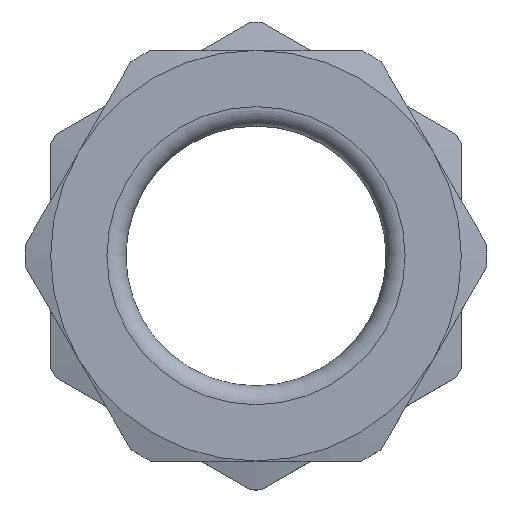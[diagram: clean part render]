
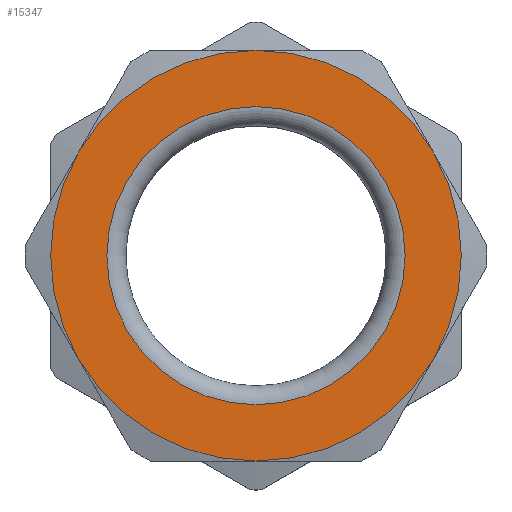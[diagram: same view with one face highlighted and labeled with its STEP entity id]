
A CAD part, top view. The second image highlights one B-rep face of the part: STEP entity #15347.
In plain terms, the highlighted planar face has unit normal (0, 0, 1).
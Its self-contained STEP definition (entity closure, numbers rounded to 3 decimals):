
#14482=CARTESIAN_POINT('',(-28.146,-16.25,50.));
#14483=VERTEX_POINT('',#14482);
#14530=CARTESIAN_POINT('',(-28.146,16.25,50.));
#14531=VERTEX_POINT('',#14530);
#14578=CARTESIAN_POINT('',(0.,32.5,50.));
#14579=VERTEX_POINT('',#14578);
#14629=CARTESIAN_POINT('',(28.146,16.25,50.));
#14630=VERTEX_POINT('',#14629);
#14677=CARTESIAN_POINT('',(28.146,-16.25,50.));
#14678=VERTEX_POINT('',#14677);
#14725=CARTESIAN_POINT('',(-0.,-32.5,50.));
#14726=VERTEX_POINT('',#14725);
#14766=CARTESIAN_POINT('',(0.,-0.,50.));
#14767=DIRECTION('',(-0.,0.,-1.));
#14768=DIRECTION('',(0.,1.,-0.));
#14769=AXIS2_PLACEMENT_3D('',#14766,#14767,#14768);
#14770=CIRCLE('',#14769,32.5);
#14771=EDGE_CURVE('',#14726,#14483,#14770,.T.);
#14790=CARTESIAN_POINT('',(0.,-0.,50.));
#14791=DIRECTION('',(-0.,0.,-1.));
#14792=DIRECTION('',(0.,1.,-0.));
#14793=AXIS2_PLACEMENT_3D('',#14790,#14791,#14792);
#14794=CIRCLE('',#14793,32.5);
#14795=EDGE_CURVE('',#14678,#14726,#14794,.T.);
#14814=CARTESIAN_POINT('',(0.,-0.,50.));
#14815=DIRECTION('',(-0.,0.,-1.));
#14816=DIRECTION('',(0.,1.,-0.));
#14817=AXIS2_PLACEMENT_3D('',#14814,#14815,#14816);
#14818=CIRCLE('',#14817,32.5);
#14819=EDGE_CURVE('',#14630,#14678,#14818,.T.);
#14838=CARTESIAN_POINT('',(0.,-0.,50.));
#14839=DIRECTION('',(-0.,0.,-1.));
#14840=DIRECTION('',(0.,1.,-0.));
#14841=AXIS2_PLACEMENT_3D('',#14838,#14839,#14840);
#14842=CIRCLE('',#14841,32.5);
#14843=EDGE_CURVE('',#14579,#14630,#14842,.T.);
#14862=CARTESIAN_POINT('',(0.,-0.,50.));
#14863=DIRECTION('',(-0.,0.,-1.));
#14864=DIRECTION('',(0.,1.,-0.));
#14865=AXIS2_PLACEMENT_3D('',#14862,#14863,#14864);
#14866=CIRCLE('',#14865,32.5);
#14867=EDGE_CURVE('',#14531,#14579,#14866,.T.);
#14886=CARTESIAN_POINT('',(0.,-0.,50.));
#14887=DIRECTION('',(-0.,0.,-1.));
#14888=DIRECTION('',(0.,1.,-0.));
#14889=AXIS2_PLACEMENT_3D('',#14886,#14887,#14888);
#14890=CIRCLE('',#14889,32.5);
#14891=EDGE_CURVE('',#14483,#14531,#14890,.T.);
#15323=CARTESIAN_POINT('',(0.,-0.,50.));
#15324=DIRECTION('',(0.,0.,1.));
#15325=DIRECTION('',(-0.,-1.,0.));
#15326=AXIS2_PLACEMENT_3D('',#15323,#15324,#15325);
#15327=PLANE('',#15326);
#15328=CARTESIAN_POINT('',(-0.,-23.6,50.));
#15329=VERTEX_POINT('',#15328);
#15330=CARTESIAN_POINT('',(0.,-0.,50.));
#15331=DIRECTION('',(-0.,-0.,-1.));
#15332=DIRECTION('',(-0.,-1.,0.));
#15333=AXIS2_PLACEMENT_3D('',#15330,#15331,#15332);
#15334=CIRCLE('',#15333,23.6);
#15335=EDGE_CURVE('',#15329,#15329,#15334,.T.);
#15336=ORIENTED_EDGE('',*,*,#15335,.T.);
#15337=EDGE_LOOP('',(#15336));
#15338=FACE_BOUND('',#15337,.T.);
#15339=ORIENTED_EDGE('',*,*,#14771,.F.);
#15340=ORIENTED_EDGE('',*,*,#14795,.F.);
#15341=ORIENTED_EDGE('',*,*,#14819,.F.);
#15342=ORIENTED_EDGE('',*,*,#14843,.F.);
#15343=ORIENTED_EDGE('',*,*,#14867,.F.);
#15344=ORIENTED_EDGE('',*,*,#14891,.F.);
#15345=EDGE_LOOP('',(#15339,#15340,#15341,#15342,#15343,#15344));
#15346=FACE_BOUND('',#15345,.T.);
#15347=ADVANCED_FACE('',(#15338,#15346),#15327,.T.);
